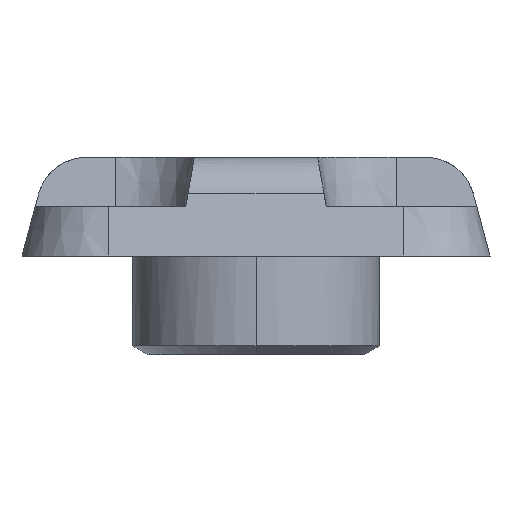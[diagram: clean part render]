
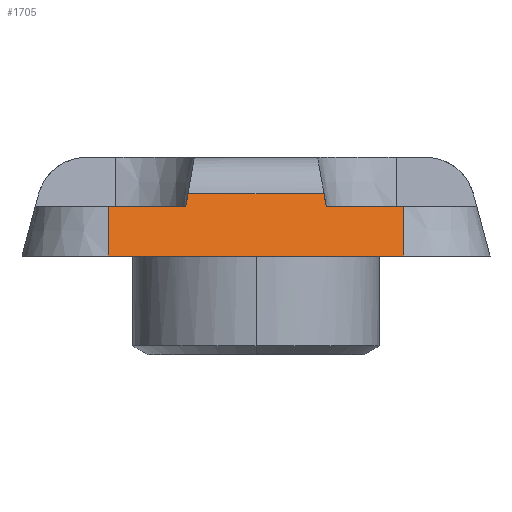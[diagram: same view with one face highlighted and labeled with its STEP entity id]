
A CAD part, left-side view. The second image highlights one B-rep face of the part: STEP entity #1705.
In plain terms, the highlighted planar face has unit normal (-0.966, 0, 0.259).
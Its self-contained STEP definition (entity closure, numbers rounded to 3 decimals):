
#5 = CARTESIAN_POINT ( 'NONE',  ( -68.75, 15., 0. ) ) ;
#57 = LINE ( 'NONE', #3130, #2752 ) ;
#180 = CARTESIAN_POINT ( 'NONE',  ( -67.41, -15., 5. ) ) ;
#232 = LINE ( 'NONE', #2338, #3125 ) ;
#275 = EDGE_CURVE ( 'NONE', #2019, #848, #2886, .T. ) ;
#314 = ORIENTED_EDGE ( 'NONE', *, *, #2452, .F. ) ;
#399 = CARTESIAN_POINT ( 'NONE',  ( -67.064, 6.903, 6.294 ) ) ;
#419 = CARTESIAN_POINT ( 'NONE',  ( -67.41, -7.132, 5. ) ) ;
#533 = DIRECTION ( 'NONE',  ( 0., 1., 0. ) ) ;
#571 = VERTEX_POINT ( 'NONE', #419 ) ;
#604 = DIRECTION ( 'NONE',  ( -0.259, 0., -0.966 ) ) ;
#643 = VECTOR ( 'NONE', #3090, 1000. ) ;
#697 = LINE ( 'NONE', #1568, #2994 ) ;
#816 = CARTESIAN_POINT ( 'NONE',  ( -67.064, -15., 6.294 ) ) ;
#848 = VERTEX_POINT ( 'NONE', #3420 ) ;
#861 = ORIENTED_EDGE ( 'NONE', *, *, #2614, .T. ) ;
#963 = LINE ( 'NONE', #2393, #3568 ) ;
#1040 = DIRECTION ( 'NONE',  ( -0.259, 0., -0.966 ) ) ;
#1163 = LINE ( 'NONE', #180, #3029 ) ;
#1244 = LINE ( 'NONE', #5, #1885 ) ;
#1251 = DIRECTION ( 'NONE',  ( 0.255, 0.168, 0.952 ) ) ;
#1380 = EDGE_LOOP ( 'NONE', ( #3253, #861, #2909, #1536, #3537, #1398, #314, #1868 ) ) ;
#1398 = ORIENTED_EDGE ( 'NONE', *, *, #275, .T. ) ;
#1536 = ORIENTED_EDGE ( 'NONE', *, *, #2535, .T. ) ;
#1568 = CARTESIAN_POINT ( 'NONE',  ( -67.764, 7.365, 3.679 ) ) ;
#1634 = VERTEX_POINT ( 'NONE', #399 ) ;
#1705 = ADVANCED_FACE ( 'NONE', ( #1884 ), #1948, .T. ) ;
#1727 = DIRECTION ( 'NONE',  ( 0.259, 0., 0.966 ) ) ;
#1830 = CARTESIAN_POINT ( 'NONE',  ( -67.41, 7.132, 5. ) ) ;
#1868 = ORIENTED_EDGE ( 'NONE', *, *, #4049, .T. ) ;
#1884 = FACE_OUTER_BOUND ( 'NONE', #1380, .T. ) ;
#1885 = VECTOR ( 'NONE', #604, 1000. ) ;
#1948 = PLANE ( 'NONE',  #3591 ) ;
#2019 = VERTEX_POINT ( 'NONE', #2897 ) ;
#2075 = DIRECTION ( 'NONE',  ( 0., 1., 0. ) ) ;
#2088 = LINE ( 'NONE', #816, #3869 ) ;
#2319 = CARTESIAN_POINT ( 'NONE',  ( -68.75, -15., 0. ) ) ;
#2338 = CARTESIAN_POINT ( 'NONE',  ( -68.75, -15., 0. ) ) ;
#2393 = CARTESIAN_POINT ( 'NONE',  ( -67.41, -15., 5. ) ) ;
#2452 = EDGE_CURVE ( 'NONE', #3346, #848, #232, .T. ) ;
#2535 = EDGE_CURVE ( 'NONE', #3658, #2965, #963, .T. ) ;
#2614 = EDGE_CURVE ( 'NONE', #2763, #1634, #2088, .T. ) ;
#2633 = DIRECTION ( 'NONE',  ( -0.966, 0., 0.259 ) ) ;
#2752 = VECTOR ( 'NONE', #1251, 1000. ) ;
#2763 = VERTEX_POINT ( 'NONE', #3473 ) ;
#2787 = CARTESIAN_POINT ( 'NONE',  ( -67.41, 15., 5. ) ) ;
#2856 = EDGE_CURVE ( 'NONE', #1634, #3658, #697, .T. ) ;
#2886 = LINE ( 'NONE', #3129, #643 ) ;
#2897 = CARTESIAN_POINT ( 'NONE',  ( -68.75, 15., 0. ) ) ;
#2909 = ORIENTED_EDGE ( 'NONE', *, *, #2856, .T. ) ;
#2965 = VERTEX_POINT ( 'NONE', #2787 ) ;
#2975 = EDGE_CURVE ( 'NONE', #571, #2763, #57, .T. ) ;
#2994 = VECTOR ( 'NONE', #3150, 1000. ) ;
#3029 = VECTOR ( 'NONE', #3944, 1000. ) ;
#3090 = DIRECTION ( 'NONE',  ( 0., -1., 0. ) ) ;
#3125 = VECTOR ( 'NONE', #1040, 1000. ) ;
#3129 = CARTESIAN_POINT ( 'NONE',  ( -68.75, -15., 0. ) ) ;
#3130 = CARTESIAN_POINT ( 'NONE',  ( -69.049, -8.21, -1.117 ) ) ;
#3150 = DIRECTION ( 'NONE',  ( -0.255, 0.168, -0.952 ) ) ;
#3253 = ORIENTED_EDGE ( 'NONE', *, *, #2975, .T. ) ;
#3346 = VERTEX_POINT ( 'NONE', #3356 ) ;
#3356 = CARTESIAN_POINT ( 'NONE',  ( -67.41, -15., 5. ) ) ;
#3420 = CARTESIAN_POINT ( 'NONE',  ( -68.75, -15., 0. ) ) ;
#3473 = CARTESIAN_POINT ( 'NONE',  ( -67.064, -6.903, 6.294 ) ) ;
#3522 = EDGE_CURVE ( 'NONE', #2965, #2019, #1244, .T. ) ;
#3537 = ORIENTED_EDGE ( 'NONE', *, *, #3522, .T. ) ;
#3568 = VECTOR ( 'NONE', #2075, 1000. ) ;
#3591 = AXIS2_PLACEMENT_3D ( 'NONE', #2319, #2633, #1727 ) ;
#3658 = VERTEX_POINT ( 'NONE', #1830 ) ;
#3869 = VECTOR ( 'NONE', #533, 1000. ) ;
#3944 = DIRECTION ( 'NONE',  ( 0., 1., 0. ) ) ;
#4049 = EDGE_CURVE ( 'NONE', #3346, #571, #1163, .T. ) ;
